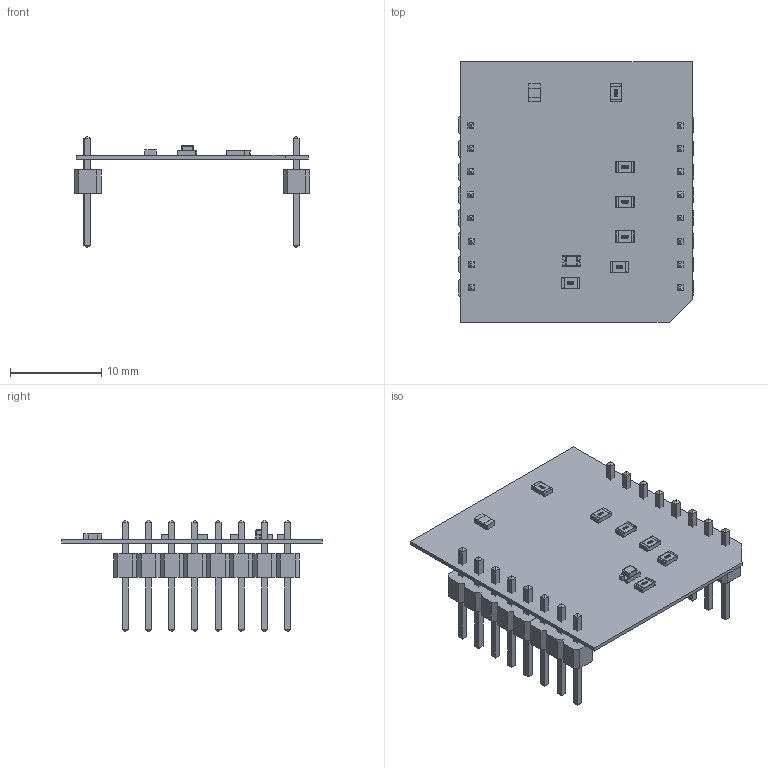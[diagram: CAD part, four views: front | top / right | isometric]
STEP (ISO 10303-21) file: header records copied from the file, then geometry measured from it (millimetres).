
FILE_DESCRIPTION(('Open CASCADE Model'),'2;1');
FILE_NAME('Open CASCADE Shape Model','2020-10-30T16:22:09',('Author'),( 'Open CASCADE'),'Open CASCADE STEP processor 6.8','Open CASCADE 6.8' ,'Unknown');
FILE_SCHEMA(('AUTOMOTIVE_DESIGN { 1 0 10303 214 1 1 1 1 }'));
Length unit declared in the file: millimetre
Products named in the file (26): PCB; Board; PWR; led_0805_green; C1; User_Library-SMD_CAPACITOR0805; MIKROBUS; 1338638688; User_Library-PinHeaderX5-1_PinHeaderX5_Pins_1; User_Library-PinHeaderX5-1_PinHeaderX5_Body_1; 1338638560; 1338638432; User_Library-PinHeaderX3_PinHeader_Body_1; User_Library-PinHeaderX3_PinHeader_Pins_1; 1338638304; R1; User_Library-R_0805; R3; R4; R5; JP1; R2
Assembly tree (30 placements, depth 4):
  PCB
    Board
    PWR
      led_0805_green
    C1
      User_Library-SMD_CAPACITOR0805
    MIKROBUS
      1338638688
        User_Library-PinHeaderX5-1_PinHeaderX5_Pins_1
        User_Library-PinHeaderX5-1_PinHeaderX5_Body_1
      1338638560
        User_Library-PinHeaderX5-1_PinHeaderX5_Pins_1
        User_Library-PinHeaderX5-1_PinHeaderX5_Body_1
      1338638432
        User_Library-PinHeaderX3_PinHeader_Body_1
        User_Library-PinHeaderX3_PinHeader_Pins_1
      1338638304
        User_Library-PinHeaderX3_PinHeader_Body_1
        User_Library-PinHeaderX3_PinHeader_Pins_1
    R1
      User_Library-R_0805
    R3
      User_Library-R_0805
    R4
      User_Library-R_0805
    R5
      User_Library-R_0805
    JP1
      User_Library-R_0805
    R2
      User_Library-R_0805
Bounding box: 25.84 x 28.57 x 12.19 mm (x, y, z)
Volume: 679.7 mm3; surface area: 2658 mm2
Topology: 35 solids, 35 shells, 1042 faces, 2608 edges, 1676 vertices
Faces by surface type: plane 751, bspline 252, cylinder 27, sphere 12
Entity records: 22777 total; most frequent: CARTESIAN_POINT 5501, ORIENTED_EDGE 2762, DIRECTION 2447, EDGE_CURVE 1381, LINE 1239, VECTOR 1239, VERTEX_POINT 866, AXIS2_PLACEMENT_3D 604
